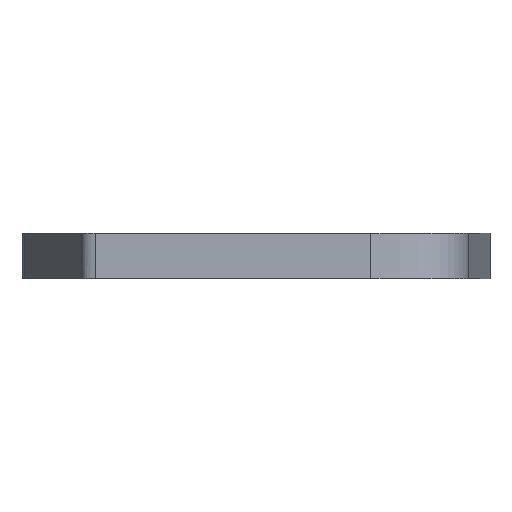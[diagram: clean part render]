
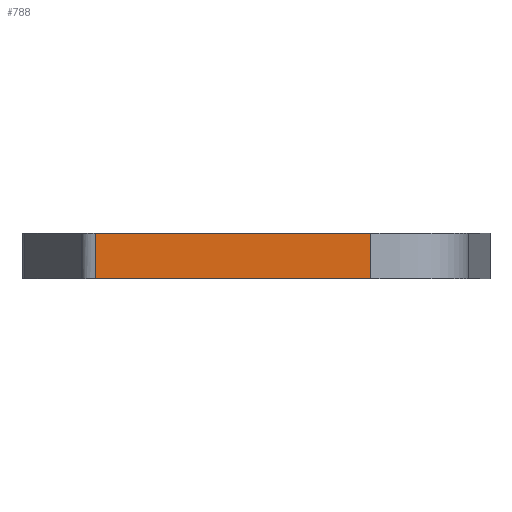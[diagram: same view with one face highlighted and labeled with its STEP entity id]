
A CAD part, left-side view. The second image highlights one B-rep face of the part: STEP entity #788.
In plain terms, the highlighted planar face has unit normal (-1, 0, 0).
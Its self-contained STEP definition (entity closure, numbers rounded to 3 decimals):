
#37=PLANE('',#829);
#128=FACE_OUTER_BOUND('',#168,.T.);
#168=EDGE_LOOP('',(#669,#670,#671,#672));
#177=LINE('',#1025,#253);
#248=LINE('',#2158,#324);
#249=LINE('',#2160,#325);
#250=LINE('',#2161,#326);
#253=VECTOR('',#848,10.);
#324=VECTOR('',#955,10.);
#325=VECTOR('',#958,10.);
#326=VECTOR('',#959,10.);
#335=VERTEX_POINT('',#1007);
#337=VERTEX_POINT('',#1024);
#405=VERTEX_POINT('',#2126);
#406=VERTEX_POINT('',#2142);
#414=EDGE_CURVE('',#335,#337,#177,.T.);
#518=EDGE_CURVE('',#405,#406,#248,.T.);
#519=EDGE_CURVE('',#335,#405,#249,.T.);
#520=EDGE_CURVE('',#337,#406,#250,.T.);
#669=ORIENTED_EDGE('',*,*,#519,.T.);
#670=ORIENTED_EDGE('',*,*,#518,.T.);
#671=ORIENTED_EDGE('',*,*,#520,.F.);
#672=ORIENTED_EDGE('',*,*,#414,.F.);
#788=ADVANCED_FACE('',(#128),#37,.T.);
#829=AXIS2_PLACEMENT_3D('',#2159,#956,#957);
#848=DIRECTION('',(0.,0.,1.));
#955=DIRECTION('',(0.,0.,1.));
#956=DIRECTION('center_axis',(-1.,0.,0.));
#957=DIRECTION('ref_axis',(0.,-1.,0.));
#958=DIRECTION('',(0.,-1.,0.));
#959=DIRECTION('',(0.,-1.,0.));
#1007=CARTESIAN_POINT('',(-66.458,0.,0.));
#1024=CARTESIAN_POINT('',(-66.458,0.,1.7));
#1025=CARTESIAN_POINT('',(-66.458,0.,0.));
#2126=CARTESIAN_POINT('',(-66.458,-10.254,0.));
#2142=CARTESIAN_POINT('',(-66.458,-10.254,1.7));
#2158=CARTESIAN_POINT('',(-66.458,-10.254,0.));
#2159=CARTESIAN_POINT('Origin',(-66.458,0.,0.));
#2160=CARTESIAN_POINT('',(-66.458,0.,0.));
#2161=CARTESIAN_POINT('',(-66.458,0.,1.7));
